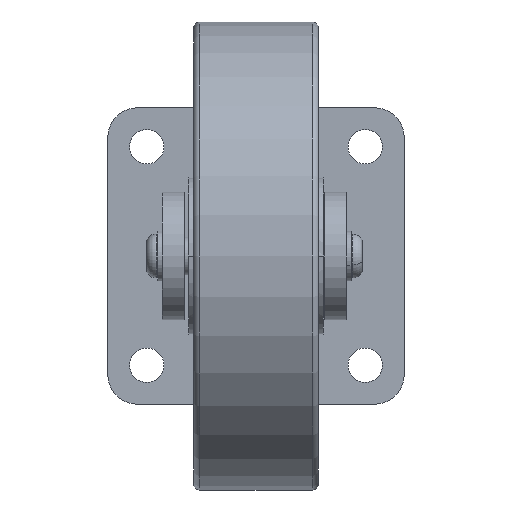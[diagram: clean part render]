
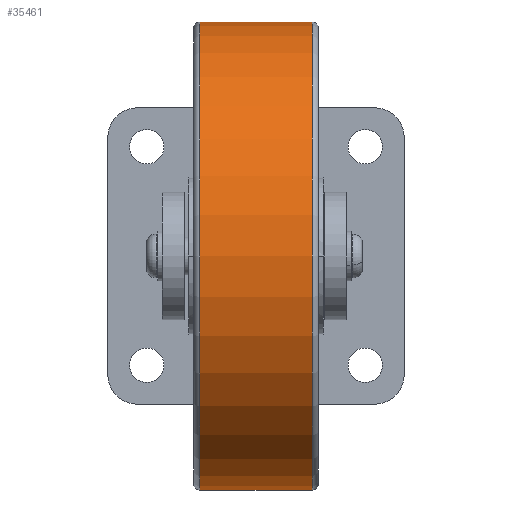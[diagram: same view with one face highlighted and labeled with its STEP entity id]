
A CAD part, front view. The second image highlights one B-rep face of the part: STEP entity #35461.
In plain terms, the highlighted cylindrical face has radius 75 mm (diameter 150 mm), a partial arc.
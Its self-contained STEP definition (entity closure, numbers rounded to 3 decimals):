
#1435 = EDGE_CURVE ( 'NONE', #19409, #15593, #22965, .T. ) ;
#2624 = VERTEX_POINT ( 'NONE', #45813 ) ;
#5600 = CARTESIAN_POINT ( 'NONE',  ( 18., -103., 75. ) ) ;
#5726 = DIRECTION ( 'NONE',  ( 1., 0., 0. ) ) ;
#6042 = CYLINDRICAL_SURFACE ( 'NONE', #37543, 75. ) ;
#8570 = CIRCLE ( 'NONE', #27638, 75. ) ;
#8583 = DIRECTION ( 'NONE',  ( 0., 0., 1. ) ) ;
#8645 = DIRECTION ( 'NONE',  ( -1., 0., 0. ) ) ;
#8779 = CARTESIAN_POINT ( 'NONE',  ( 18., -103., 0. ) ) ;
#9848 = EDGE_CURVE ( 'NONE', #56682, #15593, #12181, .T. ) ;
#12181 = LINE ( 'NONE', #28181, #36032 ) ;
#12636 = EDGE_CURVE ( 'NONE', #2624, #19409, #52575, .T. ) ;
#15593 = VERTEX_POINT ( 'NONE', #5600 ) ;
#15617 = CARTESIAN_POINT ( 'NONE',  ( 42.335, -103., -75. ) ) ;
#16713 = CARTESIAN_POINT ( 'NONE',  ( -18., -103., 0. ) ) ;
#19409 = VERTEX_POINT ( 'NONE', #34798 ) ;
#21221 = DIRECTION ( 'NONE',  ( 0., 0., -1. ) ) ;
#22965 = CIRCLE ( 'NONE', #43603, 75. ) ;
#25042 = CARTESIAN_POINT ( 'NONE',  ( 42.335, -103., 0. ) ) ;
#27638 = AXIS2_PLACEMENT_3D ( 'NONE', #16713, #48000, #21221 ) ;
#28181 = CARTESIAN_POINT ( 'NONE',  ( 42.335, -103., 75. ) ) ;
#28846 = VECTOR ( 'NONE', #29153, 1000. ) ;
#29153 = DIRECTION ( 'NONE',  ( 1., 0., 0. ) ) ;
#30811 = ORIENTED_EDGE ( 'NONE', *, *, #1435, .T. ) ;
#31943 = ORIENTED_EDGE ( 'NONE', *, *, #9848, .F. ) ;
#34798 = CARTESIAN_POINT ( 'NONE',  ( 18., -103., -75. ) ) ;
#35461 = ADVANCED_FACE ( 'NONE', ( #43284 ), #6042, .T. ) ;
#35725 = ORIENTED_EDGE ( 'NONE', *, *, #12636, .T. ) ;
#36032 = VECTOR ( 'NONE', #5726, 1000. ) ;
#37543 = AXIS2_PLACEMENT_3D ( 'NONE', #25042, #56105, #56313 ) ;
#38607 = EDGE_LOOP ( 'NONE', ( #31943, #42106, #35725, #30811 ) ) ;
#42106 = ORIENTED_EDGE ( 'NONE', *, *, #48766, .T. ) ;
#43284 = FACE_OUTER_BOUND ( 'NONE', #38607, .T. ) ;
#43603 = AXIS2_PLACEMENT_3D ( 'NONE', #8779, #8645, #8583 ) ;
#45813 = CARTESIAN_POINT ( 'NONE',  ( -18., -103., -75. ) ) ;
#48000 = DIRECTION ( 'NONE',  ( 1., 0., 0. ) ) ;
#48766 = EDGE_CURVE ( 'NONE', #56682, #2624, #8570, .T. ) ;
#52575 = LINE ( 'NONE', #15617, #28846 ) ;
#53681 = CARTESIAN_POINT ( 'NONE',  ( -18., -103., 75. ) ) ;
#56105 = DIRECTION ( 'NONE',  ( 1., 0., 0. ) ) ;
#56313 = DIRECTION ( 'NONE',  ( 0., 0., -1. ) ) ;
#56682 = VERTEX_POINT ( 'NONE', #53681 ) ;
